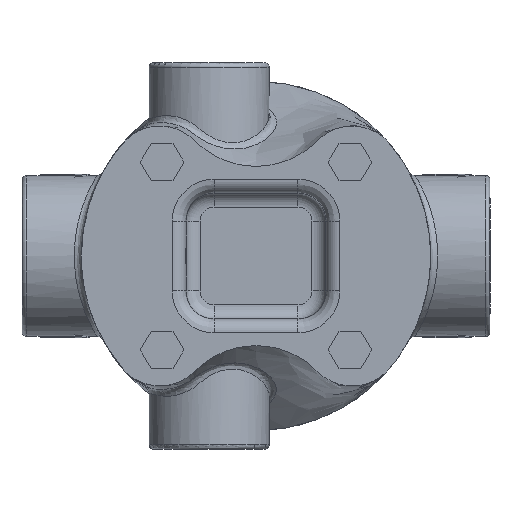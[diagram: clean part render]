
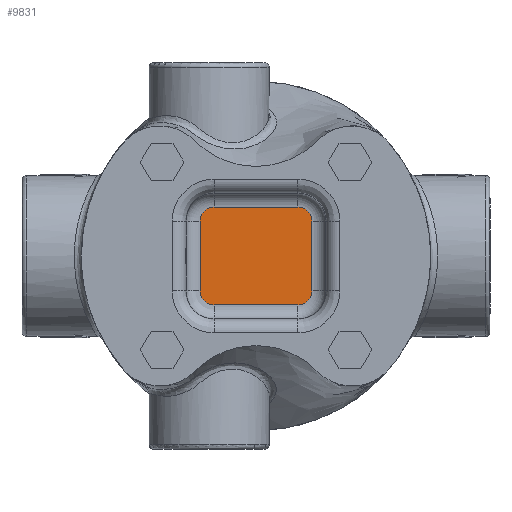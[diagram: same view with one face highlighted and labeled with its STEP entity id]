
A CAD part, front view. The second image highlights one B-rep face of the part: STEP entity #9831.
In plain terms, the highlighted planar face has unit normal (0, -1, 0).
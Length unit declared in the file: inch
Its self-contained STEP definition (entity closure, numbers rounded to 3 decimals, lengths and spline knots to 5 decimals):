
#9756=CARTESIAN_POINT('',(0.,0.2,0.));
#9757=DIRECTION('',(0.0,1.0,0.0));
#9758=DIRECTION('',(0.0,0.0,1.0));
#9759=AXIS2_PLACEMENT_3D('',#9756,#9757,#9758);
#9760=PLANE('',#9759);
#9761=CARTESIAN_POINT('',(-0.3,0.2,-0.35));
#9762=VERTEX_POINT('',#9761);
#9763=CARTESIAN_POINT('',(0.3,0.2,-0.35));
#9764=VERTEX_POINT('',#9763);
#9765=CARTESIAN_POINT('',(-0.3,0.2,-0.35));
#9766=DIRECTION('',(1.0,0.0,0.0));
#9767=VECTOR('',#9766,0.6);
#9768=LINE('',#9765,#9767);
#9769=EDGE_CURVE('',#9762,#9764,#9768,.T.);
#9770=ORIENTED_EDGE('',*,*,#9769,.T.);
#9771=CARTESIAN_POINT('',(0.4,0.2,-0.25));
#9772=VERTEX_POINT('',#9771);
#9773=CARTESIAN_POINT('',(0.3,0.2,-0.25));
#9774=DIRECTION('',(0.0,-1.0,0.0));
#9775=DIRECTION('',(-1.0,0.0,0.0));
#9776=AXIS2_PLACEMENT_3D('',#9773,#9774,#9775);
#9777=CIRCLE('',#9776,0.1);
#9778=EDGE_CURVE('',#9764,#9772,#9777,.T.);
#9779=ORIENTED_EDGE('',*,*,#9778,.T.);
#9780=CARTESIAN_POINT('',(0.4,0.2,0.25));
#9781=VERTEX_POINT('',#9780);
#9782=CARTESIAN_POINT('',(0.4,0.2,-0.25));
#9783=DIRECTION('',(0.0,0.0,1.0));
#9784=VECTOR('',#9783,0.5);
#9785=LINE('',#9782,#9784);
#9786=EDGE_CURVE('',#9772,#9781,#9785,.T.);
#9787=ORIENTED_EDGE('',*,*,#9786,.T.);
#9788=CARTESIAN_POINT('',(0.3,0.2,0.35));
#9789=VERTEX_POINT('',#9788);
#9790=CARTESIAN_POINT('',(0.3,0.2,0.25));
#9791=DIRECTION('',(0.0,-1.0,0.0));
#9792=DIRECTION('',(0.0,0.0,-1.0));
#9793=AXIS2_PLACEMENT_3D('',#9790,#9791,#9792);
#9794=CIRCLE('',#9793,0.1);
#9795=EDGE_CURVE('',#9781,#9789,#9794,.T.);
#9796=ORIENTED_EDGE('',*,*,#9795,.T.);
#9797=CARTESIAN_POINT('',(-0.3,0.2,0.35));
#9798=VERTEX_POINT('',#9797);
#9799=CARTESIAN_POINT('',(0.3,0.2,0.35));
#9800=DIRECTION('',(-1.0,0.0,0.0));
#9801=VECTOR('',#9800,0.6);
#9802=LINE('',#9799,#9801);
#9803=EDGE_CURVE('',#9789,#9798,#9802,.T.);
#9804=ORIENTED_EDGE('',*,*,#9803,.T.);
#9805=CARTESIAN_POINT('',(-0.4,0.2,0.25));
#9806=VERTEX_POINT('',#9805);
#9807=CARTESIAN_POINT('',(-0.3,0.2,0.25));
#9808=DIRECTION('',(0.0,-1.0,0.0));
#9809=DIRECTION('',(1.0,0.0,0.0));
#9810=AXIS2_PLACEMENT_3D('',#9807,#9808,#9809);
#9811=CIRCLE('',#9810,0.1);
#9812=EDGE_CURVE('',#9798,#9806,#9811,.T.);
#9813=ORIENTED_EDGE('',*,*,#9812,.T.);
#9814=CARTESIAN_POINT('',(-0.4,0.2,-0.25));
#9815=VERTEX_POINT('',#9814);
#9816=CARTESIAN_POINT('',(-0.4,0.2,0.25));
#9817=DIRECTION('',(0.0,0.0,-1.0));
#9818=VECTOR('',#9817,0.5);
#9819=LINE('',#9816,#9818);
#9820=EDGE_CURVE('',#9806,#9815,#9819,.T.);
#9821=ORIENTED_EDGE('',*,*,#9820,.T.);
#9822=CARTESIAN_POINT('',(-0.3,0.2,-0.25));
#9823=DIRECTION('',(0.0,-1.0,0.0));
#9824=DIRECTION('',(0.0,0.0,1.0));
#9825=AXIS2_PLACEMENT_3D('',#9822,#9823,#9824);
#9826=CIRCLE('',#9825,0.1);
#9827=EDGE_CURVE('',#9815,#9762,#9826,.T.);
#9828=ORIENTED_EDGE('',*,*,#9827,.T.);
#9829=EDGE_LOOP('',(#9770,#9779,#9787,#9796,#9804,#9813,#9821,#9828));
#9830=FACE_OUTER_BOUND('',#9829,.T.);
#9831=ADVANCED_FACE('',(#9830),#9760,.F.);
